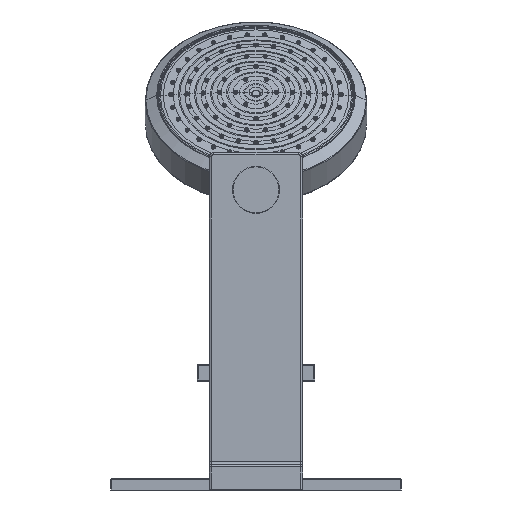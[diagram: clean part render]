
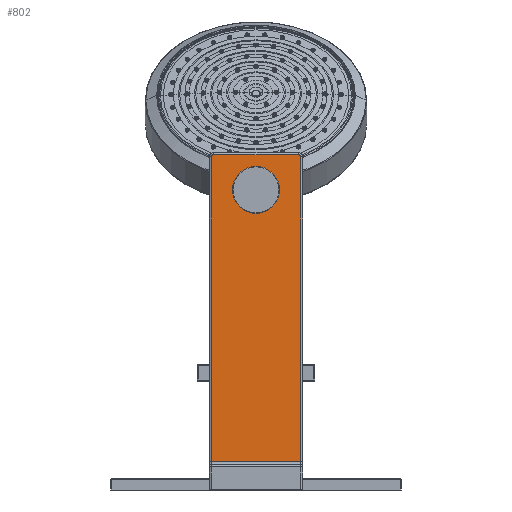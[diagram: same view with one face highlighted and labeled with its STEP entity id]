
A CAD part, front view. The second image highlights one B-rep face of the part: STEP entity #802.
In plain terms, the highlighted planar face has unit normal (0, -1, 0).
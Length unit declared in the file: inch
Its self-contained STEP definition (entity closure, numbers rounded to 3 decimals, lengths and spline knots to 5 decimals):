
#213=DIRECTION('',(0.,0.,1.));
#214=VECTOR('',#213,8.132);
#215=CARTESIAN_POINT('',(-1.19,0.43,0.76));
#216=LINE('',#215,#214);
#217=CARTESIAN_POINT('',(-1.132,0.43,8.892));
#218=DIRECTION('',(0.,1.,0.));
#219=DIRECTION('',(-1.,0.,0.));
#220=AXIS2_PLACEMENT_3D('',#217,#218,#219);
#222=DIRECTION('',(1.,0.,0.));
#223=VECTOR('',#222,2.264);
#224=CARTESIAN_POINT('',(-1.132,0.43,8.95));
#225=LINE('',#224,#223);
#226=CARTESIAN_POINT('',(1.132,0.43,8.892));
#227=DIRECTION('',(0.,1.,0.));
#228=DIRECTION('',(0.,0.,1.));
#229=AXIS2_PLACEMENT_3D('',#226,#227,#228);
#231=DIRECTION('',(0.,0.,-1.));
#232=VECTOR('',#231,8.132);
#233=CARTESIAN_POINT('',(1.19,0.43,8.892));
#234=LINE('',#233,#232);
#235=DIRECTION('',(1.,0.,0.));
#236=VECTOR('',#235,2.38);
#237=CARTESIAN_POINT('',(-1.19,0.43,0.76));
#238=LINE('',#237,#236);
#239=CARTESIAN_POINT('',(0.,0.43,8.01));
#240=DIRECTION('',(0.,-1.,0.));
#241=DIRECTION('',(1.,0.,0.));
#242=AXIS2_PLACEMENT_3D('',#239,#240,#241);
#244=CARTESIAN_POINT('',(0.,0.43,8.01));
#245=DIRECTION('',(0.,-1.,0.));
#246=DIRECTION('',(-1.,0.,0.));
#247=AXIS2_PLACEMENT_3D('',#244,#245,#246);
#404=CARTESIAN_POINT('',(-1.19,0.43,0.76));
#405=VERTEX_POINT('',#404);
#408=CARTESIAN_POINT('',(-1.19,0.43,8.892));
#409=VERTEX_POINT('',#408);
#412=CARTESIAN_POINT('',(-1.132,0.43,8.95));
#413=VERTEX_POINT('',#412);
#416=CARTESIAN_POINT('',(1.132,0.43,8.95));
#417=VERTEX_POINT('',#416);
#420=CARTESIAN_POINT('',(1.19,0.43,8.892));
#421=VERTEX_POINT('',#420);
#424=CARTESIAN_POINT('',(1.19,0.43,0.76));
#425=VERTEX_POINT('',#424);
#464=CARTESIAN_POINT('',(0.625,0.43,8.01));
#465=CARTESIAN_POINT('',(-0.625,0.43,8.01));
#466=VERTEX_POINT('',#464);
#467=VERTEX_POINT('',#465);
#779=CARTESIAN_POINT('',(-1.25,0.43,9.01));
#780=DIRECTION('',(0.,-1.,0.));
#781=DIRECTION('',(0.,0.,-1.));
#782=AXIS2_PLACEMENT_3D('',#779,#780,#781);
#783=PLANE('',#782);
#785=ORIENTED_EDGE('',*,*,#784,.T.);
#787=ORIENTED_EDGE('',*,*,#786,.T.);
#789=ORIENTED_EDGE('',*,*,#788,.T.);
#790=ORIENTED_EDGE('',*,*,#772,.T.);
#791=ORIENTED_EDGE('',*,*,#517,.T.);
#793=ORIENTED_EDGE('',*,*,#792,.F.);
#794=EDGE_LOOP('',(#785,#787,#789,#790,#791,#793));
#795=FACE_OUTER_BOUND('',#794,.F.);
#797=ORIENTED_EDGE('',*,*,#796,.T.);
#799=ORIENTED_EDGE('',*,*,#798,.T.);
#800=EDGE_LOOP('',(#797,#799));
#801=FACE_BOUND('',#800,.F.);
#802=ADVANCED_FACE('',(#795,#801),#783,.T.);
#221=CIRCLE('',#220,0.058);
#230=CIRCLE('',#229,0.058);
#243=CIRCLE('',#242,0.625);
#248=CIRCLE('',#247,0.625);
#517=EDGE_CURVE('',#421,#425,#234,.T.);
#772=EDGE_CURVE('',#417,#421,#230,.T.);
#784=EDGE_CURVE('',#405,#409,#216,.T.);
#786=EDGE_CURVE('',#409,#413,#221,.T.);
#788=EDGE_CURVE('',#413,#417,#225,.T.);
#792=EDGE_CURVE('',#405,#425,#238,.T.);
#796=EDGE_CURVE('',#466,#467,#243,.T.);
#798=EDGE_CURVE('',#467,#466,#248,.T.);
